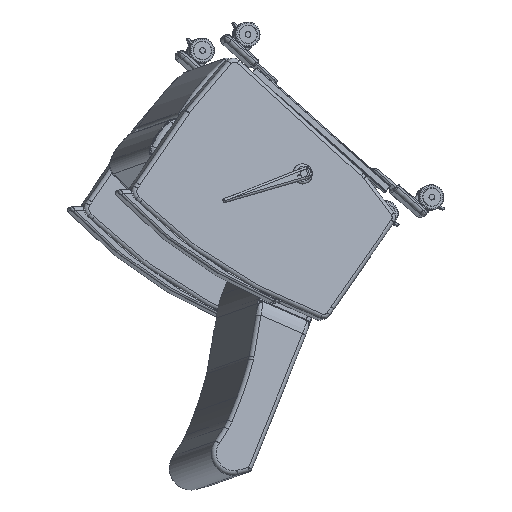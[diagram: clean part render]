
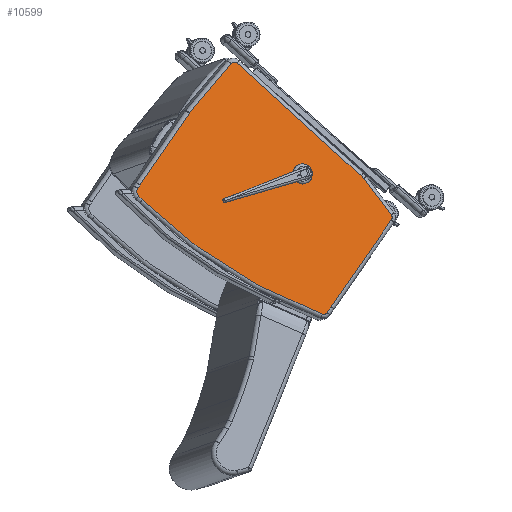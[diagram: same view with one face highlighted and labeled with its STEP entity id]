
A CAD part, left-side view. The second image highlights one B-rep face of the part: STEP entity #10599.
In plain terms, the highlighted face is planar.
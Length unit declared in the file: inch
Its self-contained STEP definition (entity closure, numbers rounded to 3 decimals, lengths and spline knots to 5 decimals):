
#1282=CIRCLE('',#11819,59.75);
#1286=CIRCLE('',#11825,0.5);
#1288=CIRCLE('',#11829,2.5);
#1291=CIRCLE('',#11833,0.5);
#1295=CIRCLE('',#11838,0.5);
#1298=CIRCLE('',#11843,59.75);
#1300=CIRCLE('',#11845,0.5);
#1301=CIRCLE('',#11848,0.75);
#2158=FACE_OUTER_BOUND('',#2856,.T.);
#2856=EDGE_LOOP('',(#9707,#9708,#9709,#9710,#9711,#9712,#9713,#9714,#9715,
#9716,#9717,#9718,#9719,#9720,#9721));
#3595=LINE('',#21239,#4349);
#3597=LINE('',#21270,#4351);
#3598=LINE('',#21286,#4352);
#3600=LINE('',#21305,#4354);
#3601=LINE('',#21330,#4355);
#3603=LINE('',#21347,#4357);
#3605=LINE('',#21366,#4359);
#4349=VECTOR('',#14834,0.3937);
#4351=VECTOR('',#14842,0.3937);
#4352=VECTOR('',#14851,0.3937);
#4354=VECTOR('',#14861,0.3937);
#4355=VECTOR('',#14872,0.3937);
#4357=VECTOR('',#14882,0.3937);
#4359=VECTOR('',#14896,0.3937);
#5260=VERTEX_POINT('',#21213);
#5261=VERTEX_POINT('',#21224);
#5262=VERTEX_POINT('',#21237);
#5263=VERTEX_POINT('',#21238);
#5266=VERTEX_POINT('',#21266);
#5267=VERTEX_POINT('',#21268);
#5268=VERTEX_POINT('',#21280);
#5269=VERTEX_POINT('',#21284);
#5270=VERTEX_POINT('',#21288);
#5272=VERTEX_POINT('',#21303);
#5274=VERTEX_POINT('',#21322);
#5276=VERTEX_POINT('',#21328);
#5278=VERTEX_POINT('',#21342);
#5279=VERTEX_POINT('',#21350);
#5280=VERTEX_POINT('',#21362);
#6726=EDGE_CURVE('',#5260,#5261,#1282,.T.);
#6728=EDGE_CURVE('',#5262,#5263,#3595,.T.);
#6734=EDGE_CURVE('',#5267,#5266,#3597,.T.);
#6736=EDGE_CURVE('',#5268,#5267,#1286,.T.);
#6738=EDGE_CURVE('',#5269,#5268,#3598,.T.);
#6740=EDGE_CURVE('',#5270,#5269,#1288,.T.);
#6743=EDGE_CURVE('',#5272,#5270,#3600,.T.);
#6745=EDGE_CURVE('',#5274,#5272,#1291,.T.);
#6748=EDGE_CURVE('',#5276,#5274,#3601,.T.);
#6751=EDGE_CURVE('',#5278,#5276,#1295,.T.);
#6753=EDGE_CURVE('',#5263,#5278,#3603,.T.);
#6756=EDGE_CURVE('',#5279,#5260,#1298,.T.);
#6758=EDGE_CURVE('',#5280,#5279,#1300,.T.);
#6759=EDGE_CURVE('',#5266,#5280,#3605,.T.);
#6760=EDGE_CURVE('',#5261,#5262,#1301,.T.);
#9707=ORIENTED_EDGE('',*,*,#6734,.F.);
#9708=ORIENTED_EDGE('',*,*,#6736,.F.);
#9709=ORIENTED_EDGE('',*,*,#6738,.F.);
#9710=ORIENTED_EDGE('',*,*,#6740,.F.);
#9711=ORIENTED_EDGE('',*,*,#6743,.F.);
#9712=ORIENTED_EDGE('',*,*,#6745,.F.);
#9713=ORIENTED_EDGE('',*,*,#6748,.F.);
#9714=ORIENTED_EDGE('',*,*,#6751,.F.);
#9715=ORIENTED_EDGE('',*,*,#6753,.F.);
#9716=ORIENTED_EDGE('',*,*,#6728,.F.);
#9717=ORIENTED_EDGE('',*,*,#6760,.F.);
#9718=ORIENTED_EDGE('',*,*,#6726,.F.);
#9719=ORIENTED_EDGE('',*,*,#6756,.F.);
#9720=ORIENTED_EDGE('',*,*,#6758,.F.);
#9721=ORIENTED_EDGE('',*,*,#6759,.F.);
#9988=PLANE('',#11854);
#10599=ADVANCED_FACE('',(#2158),#9988,.T.);
#11819=AXIS2_PLACEMENT_3D('',#21225,#14830,#14831);
#11825=AXIS2_PLACEMENT_3D('',#21282,#14845,#14846);
#11829=AXIS2_PLACEMENT_3D('',#21299,#14854,#14855);
#11833=AXIS2_PLACEMENT_3D('',#21324,#14864,#14865);
#11838=AXIS2_PLACEMENT_3D('',#21344,#14876,#14877);
#11843=AXIS2_PLACEMENT_3D('',#21352,#14888,#14889);
#11845=AXIS2_PLACEMENT_3D('',#21364,#14892,#14893);
#11848=AXIS2_PLACEMENT_3D('',#21368,#14899,#14900);
#11854=AXIS2_PLACEMENT_3D('',#21378,#14915,#14916);
#14830=DIRECTION('center_axis',(0.,0.,-1.));
#14831=DIRECTION('ref_axis',(0.05,0.999,0.));
#14834=DIRECTION('',(0.106,-0.994,0.));
#14842=DIRECTION('',(-0.106,0.994,0.));
#14845=DIRECTION('center_axis',(0.,0.,-1.));
#14846=DIRECTION('ref_axis',(-0.735,-0.679,0.));
#14851=DIRECTION('',(-0.983,0.184,0.));
#14854=DIRECTION('center_axis',(0.,0.,-1.));
#14855=DIRECTION('ref_axis',(-0.092,-0.996,0.));
#14861=DIRECTION('',(-1.,-0.001,0.));
#14864=DIRECTION('center_axis',(0.,0.,-1.));
#14865=DIRECTION('ref_axis',(0.712,-0.702,0.));
#14872=DIRECTION('',(0.014,-1.,0.));
#14876=DIRECTION('center_axis',(0.,0.,-1.));
#14877=DIRECTION('ref_axis',(0.998,0.062,0.));
#14882=DIRECTION('',(0.11,-0.994,0.));
#14888=DIRECTION('center_axis',(0.,0.,-1.));
#14889=DIRECTION('ref_axis',(-0.174,0.985,0.));
#14892=DIRECTION('center_axis',(0.,0.,-1.));
#14893=DIRECTION('ref_axis',(-0.859,0.512,0.));
#14896=DIRECTION('',(-0.106,0.994,0.));
#14899=DIRECTION('center_axis',(0.,0.,-1.));
#14900=DIRECTION('ref_axis',(0.669,0.743,0.));
#14915=DIRECTION('center_axis',(0.,0.,1.));
#14916=DIRECTION('ref_axis',(1.,0.,0.));
#21213=CARTESIAN_POINT('',(30.35305,-10.41044,3.));
#21224=CARTESIAN_POINT('',(30.96931,-10.4412,3.));
#21225=CARTESIAN_POINT('Origin',(27.68214,-70.10071,3.));
#21237=CARTESIAN_POINT('',(31.67349,-11.06456,3.));
#21238=CARTESIAN_POINT('',(31.72615,-11.55846,3.));
#21239=CARTESIAN_POINT('',(31.9615,-13.76578,3.));
#21266=CARTESIAN_POINT('',(5.07948,-16.22891,3.));
#21268=CARTESIAN_POINT('',(6.42687,-28.85763,3.));
#21270=CARTESIAN_POINT('',(5.95876,-24.47018,3.));
#21280=CARTESIAN_POINT('',(6.83187,-29.29602,3.));
#21282=CARTESIAN_POINT('Origin',(6.92405,-28.80459,3.));
#21284=CARTESIAN_POINT('',(12.11389,-30.28672,3.));
#21286=CARTESIAN_POINT('',(13.84383,-30.61119,3.));
#21288=CARTESIAN_POINT('',(12.57757,-30.32957,3.));
#21299=CARTESIAN_POINT('Origin',(12.57476,-27.82957,3.));
#21303=CARTESIAN_POINT('',(32.48755,-30.31847,3.));
#21305=CARTESIAN_POINT('',(25.75379,-30.32222,3.));
#21322=CARTESIAN_POINT('',(32.98722,-29.81165,3.));
#21324=CARTESIAN_POINT('Origin',(32.48727,-29.81847,3.));
#21328=CARTESIAN_POINT('',(32.88094,-22.0233,3.));
#21330=CARTESIAN_POINT('',(32.85178,-19.88638,3.));
#21342=CARTESIAN_POINT('',(32.87796,-21.97517,3.));
#21344=CARTESIAN_POINT('Origin',(32.38099,-22.03012,3.));
#21347=CARTESIAN_POINT('',(31.99514,-13.99111,3.));
#21350=CARTESIAN_POINT('',(5.29373,-14.84155,3.));
#21352=CARTESIAN_POINT('Origin',(27.98863,-70.11364,3.));
#21362=CARTESIAN_POINT('',(4.98646,-15.35712,3.));
#21364=CARTESIAN_POINT('Origin',(5.48364,-15.30407,3.));
#21366=CARTESIAN_POINT('',(5.24561,-17.78599,3.));
#21368=CARTESIAN_POINT('Origin',(30.93412,-11.19038,3.));
#21378=CARTESIAN_POINT('Origin',(18.,-18.,3.));
